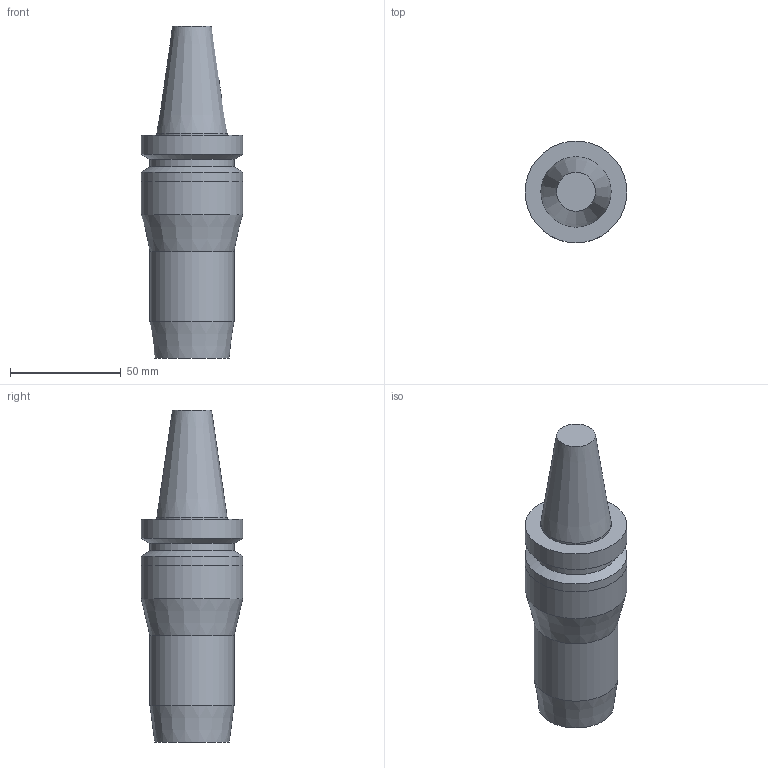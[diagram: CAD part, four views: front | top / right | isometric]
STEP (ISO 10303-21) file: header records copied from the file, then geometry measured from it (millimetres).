
FILE_DESCRIPTION((''),'1');
FILE_NAME('BBT30-HDC.625-4.stp','2018-02-07T04:37:06',(''),(''),'Spatial Interop R21 SP3','Kubotek KeyCreator 2011 V10.0.2 (22737)',' ');
FILE_SCHEMA(('automotive_design'));
Length unit declared in the file: millimetre
Products named in the file (1): Unnamed[1]
Bounding box: 46 x 46 x 150 mm (x, y, z)
Volume: 156647.1 mm3; surface area: 19447.9 mm2
Topology: 1 solids, 1 shells, 15 faces, 26 edges, 14 vertices
Faces by surface type: cone 6, cylinder 6, plane 3
Full cylindrical faces by diameter (mm): 31.75 x1, 38 x2, 45.9 x1, 46 x2
Entity records: 572 total; most frequent: DIRECTION 60, PRESENTATION_STYLE_ASSIGNMENT 46, COLOUR_RGB 46, CARTESIAN_POINT 44, STYLED_ITEM 30, AXIS2_PLACEMENT_3D 30, CURVE_STYLE 30, DRAUGHTING_PRE_DEFINED_CURVE_FONT 30
